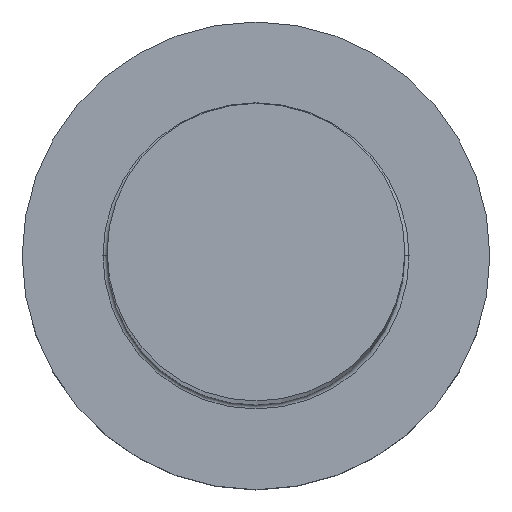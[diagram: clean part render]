
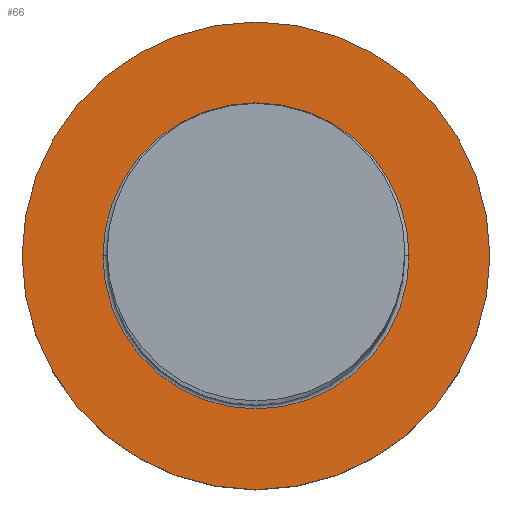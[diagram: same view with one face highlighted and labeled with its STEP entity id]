
A CAD part, top view. The second image highlights one B-rep face of the part: STEP entity #66.
In plain terms, the highlighted planar face has unit normal (0, 0, 1).
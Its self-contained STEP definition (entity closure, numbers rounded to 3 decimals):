
#23 = EDGE_CURVE ( 'NONE', #232, #266, #176, .T. ) ;
#26 = CARTESIAN_POINT ( 'NONE',  ( 11., 0., 7. ) ) ;
#35 = ORIENTED_EDGE ( 'NONE', *, *, #127, .T. ) ;
#40 = FACE_OUTER_BOUND ( 'NONE', #112, .T. ) ;
#41 = ORIENTED_EDGE ( 'NONE', *, *, #150, .T. ) ;
#48 = DIRECTION ( 'NONE',  ( 1., 0., 0. ) ) ;
#55 = CIRCLE ( 'NONE', #269, 7.2 ) ;
#61 = CIRCLE ( 'NONE', #87, 11. ) ;
#66 = ADVANCED_FACE ( 'NONE', ( #270, #40 ), #268, .T. ) ;
#68 = DIRECTION ( 'NONE',  ( 0., 0., 1. ) ) ;
#74 = CARTESIAN_POINT ( 'NONE',  ( 0., 0., 7. ) ) ;
#76 = CARTESIAN_POINT ( 'NONE',  ( 7.2, 0., 7. ) ) ;
#87 = AXIS2_PLACEMENT_3D ( 'NONE', #238, #96, #92 ) ;
#92 = DIRECTION ( 'NONE',  ( 1., 0., 0. ) ) ;
#96 = DIRECTION ( 'NONE',  ( 0., 0., 1. ) ) ;
#100 = CARTESIAN_POINT ( 'NONE',  ( -11., 0., 7. ) ) ;
#109 = AXIS2_PLACEMENT_3D ( 'NONE', #192, #68, #249 ) ;
#112 = EDGE_LOOP ( 'NONE', ( #41, #35 ) ) ;
#124 = CARTESIAN_POINT ( 'NONE',  ( -7.2, 0., 7. ) ) ;
#127 = EDGE_CURVE ( 'NONE', #228, #250, #61, .T. ) ;
#140 = ORIENTED_EDGE ( 'NONE', *, *, #278, .T. ) ;
#141 = DIRECTION ( 'NONE',  ( 1., 0., 0. ) ) ;
#150 = EDGE_CURVE ( 'NONE', #250, #228, #158, .T. ) ;
#158 = CIRCLE ( 'NONE', #181, 11. ) ;
#176 = CIRCLE ( 'NONE', #258, 7.2 ) ;
#177 = DIRECTION ( 'NONE',  ( 0., 0., -1. ) ) ;
#181 = AXIS2_PLACEMENT_3D ( 'NONE', #236, #257, #303 ) ;
#192 = CARTESIAN_POINT ( 'NONE',  ( 0., 0., 7. ) ) ;
#213 = DIRECTION ( 'NONE',  ( 0., 0., -1. ) ) ;
#228 = VERTEX_POINT ( 'NONE', #26 ) ;
#229 = EDGE_LOOP ( 'NONE', ( #140, #255 ) ) ;
#232 = VERTEX_POINT ( 'NONE', #124 ) ;
#236 = CARTESIAN_POINT ( 'NONE',  ( 0., 0., 7. ) ) ;
#238 = CARTESIAN_POINT ( 'NONE',  ( 0., 0., 7. ) ) ;
#249 = DIRECTION ( 'NONE',  ( 1., 0., 0. ) ) ;
#250 = VERTEX_POINT ( 'NONE', #100 ) ;
#255 = ORIENTED_EDGE ( 'NONE', *, *, #23, .T. ) ;
#257 = DIRECTION ( 'NONE',  ( 0., 0., 1. ) ) ;
#258 = AXIS2_PLACEMENT_3D ( 'NONE', #298, #213, #141 ) ;
#266 = VERTEX_POINT ( 'NONE', #76 ) ;
#268 = PLANE ( 'NONE',  #109 ) ;
#269 = AXIS2_PLACEMENT_3D ( 'NONE', #74, #177, #48 ) ;
#270 = FACE_BOUND ( 'NONE', #229, .T. ) ;
#278 = EDGE_CURVE ( 'NONE', #266, #232, #55, .T. ) ;
#298 = CARTESIAN_POINT ( 'NONE',  ( 0., 0., 7. ) ) ;
#303 = DIRECTION ( 'NONE',  ( 1., 0., 0. ) ) ;
